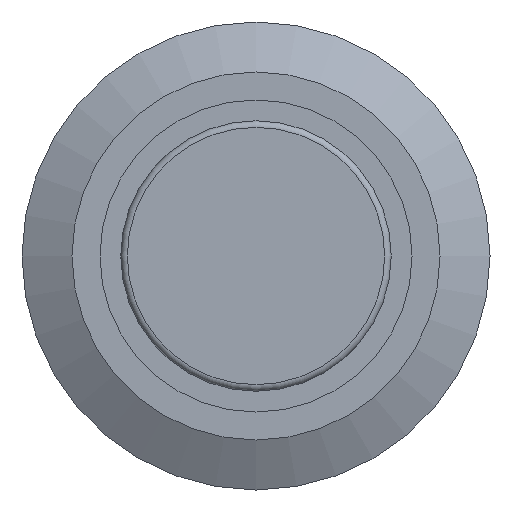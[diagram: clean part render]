
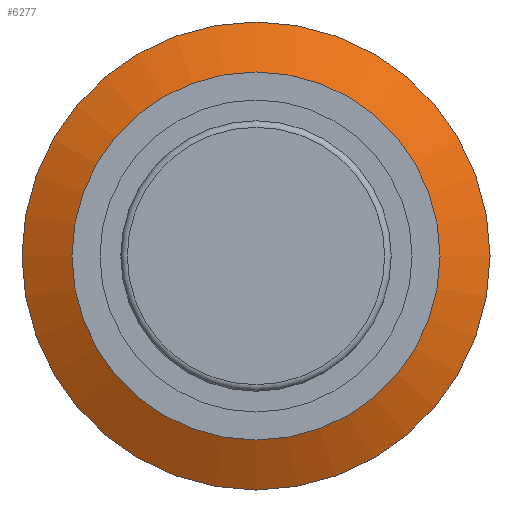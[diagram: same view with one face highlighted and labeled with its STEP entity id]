
A CAD part, left-side view. The second image highlights one B-rep face of the part: STEP entity #6277.
In plain terms, the highlighted conical face has half-angle 62.5 degrees and reference radius 8.04 mm.
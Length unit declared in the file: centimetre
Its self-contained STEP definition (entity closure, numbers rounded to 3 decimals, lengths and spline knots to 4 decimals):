
#232=CONICAL_SURFACE('',#6670,0.804,1.091);
#864=FACE_OUTER_BOUND('',#1264,.T.);
#1264=EDGE_LOOP('',(#5877,#5878,#5879,#5880,#5881));
#1912=LINE('',#10883,#2555);
#2555=VECTOR('',#8065,0.804);
#2654=CIRCLE('',#6662,0.9);
#2655=CIRCLE('',#6663,0.9);
#2658=CIRCLE('',#6668,0.7079);
#3240=VERTEX_POINT('',#10867);
#3241=VERTEX_POINT('',#10868);
#3244=VERTEX_POINT('',#10878);
#4119=EDGE_CURVE('',#3240,#3241,#2654,.T.);
#4120=EDGE_CURVE('',#3241,#3240,#2655,.T.);
#4124=EDGE_CURVE('',#3244,#3244,#2658,.T.);
#4126=EDGE_CURVE('',#3244,#3241,#1912,.T.);
#5877=ORIENTED_EDGE('',*,*,#4124,.F.);
#5878=ORIENTED_EDGE('',*,*,#4126,.T.);
#5879=ORIENTED_EDGE('',*,*,#4119,.F.);
#5880=ORIENTED_EDGE('',*,*,#4120,.F.);
#5881=ORIENTED_EDGE('',*,*,#4126,.F.);
#6277=ADVANCED_FACE('',(#864),#232,.T.);
#6662=AXIS2_PLACEMENT_3D('',#10869,#8046,#8047);
#6663=AXIS2_PLACEMENT_3D('',#10870,#8048,#8049);
#6668=AXIS2_PLACEMENT_3D('',#10879,#8059,#8060);
#6670=AXIS2_PLACEMENT_3D('',#10882,#8063,#8064);
#8046=DIRECTION('center_axis',(1.,0.,0.));
#8047=DIRECTION('ref_axis',(0.,-1.,0.));
#8048=DIRECTION('center_axis',(1.,0.,0.));
#8049=DIRECTION('ref_axis',(0.,-1.,0.));
#8059=DIRECTION('center_axis',(-1.,0.,0.));
#8060=DIRECTION('ref_axis',(0.,0.,1.));
#8063=DIRECTION('center_axis',(1.,0.,0.));
#8064=DIRECTION('ref_axis',(0.,0.,1.));
#8065=DIRECTION('',(0.462,0.,-0.887));
#10867=CARTESIAN_POINT('',(-0.05,0.9,0.));
#10868=CARTESIAN_POINT('',(-0.05,0.,-0.9));
#10869=CARTESIAN_POINT('Origin',(-0.05,0.,0.));
#10870=CARTESIAN_POINT('Origin',(-0.05,0.,0.));
#10878=CARTESIAN_POINT('',(-0.15,0.,-0.7079));
#10879=CARTESIAN_POINT('Origin',(-0.15,0.,0.));
#10882=CARTESIAN_POINT('Origin',(-0.1,0.,0.));
#10883=CARTESIAN_POINT('',(-0.1,0.,-0.804));
